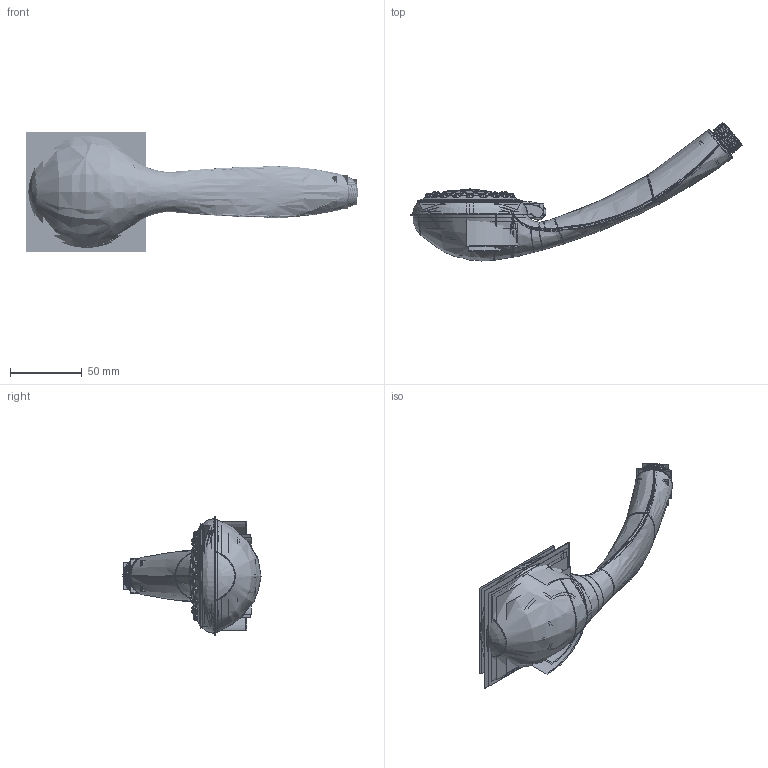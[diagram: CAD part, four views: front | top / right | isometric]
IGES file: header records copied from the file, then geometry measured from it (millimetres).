
Start section:  PTC IGES file: dc5062.igs
Global section: file name: dc5062.igs; native system: Creo Parametric by PTC Inc.; preprocessor: 2018100; author: luo; organization: Unknown; date: 20200310.163757; units: millimetre
Bounding box: 231.06 x 96.08 x 83.2 mm (x, y, z)
Surface area: 286021.9 mm2 (no closed solid volume)
Topology: 0 solids, 0 shells, 3364 faces, 48086 edges, 63336 vertices
Faces by surface type: revolution 2186, bspline 1142, extrusion 36
